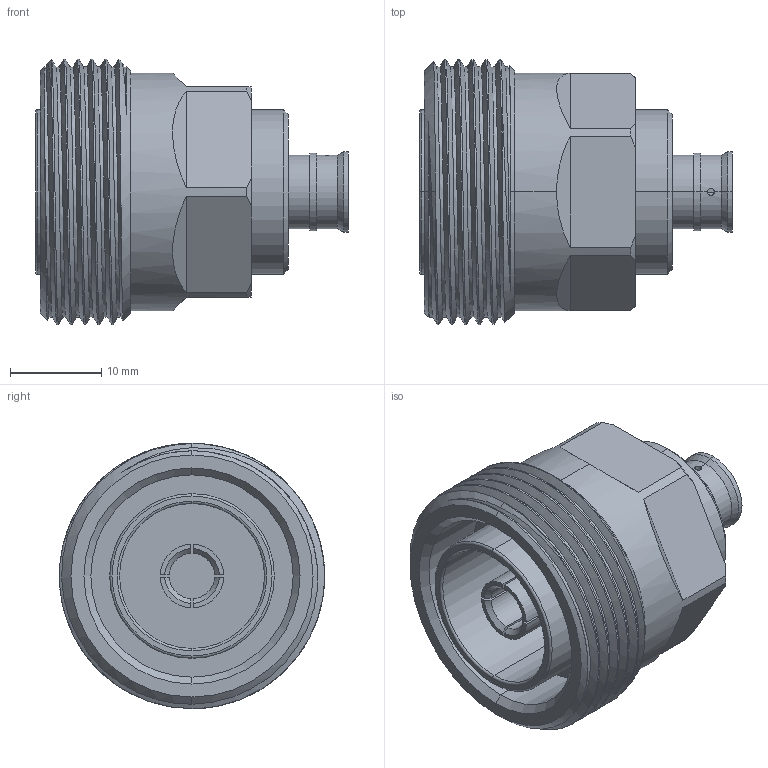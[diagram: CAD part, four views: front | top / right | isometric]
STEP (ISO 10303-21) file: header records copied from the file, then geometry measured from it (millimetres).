
FILE_DESCRIPTION (( 'STEP AP214' ), '1' );
FILE_NAME ('FMCN1702.step', '2021-01-28T21:29:37', ( '' ), ( '' ), 'SwSTEP 2.0', 'SolidWorks 2018', '' );
FILE_SCHEMA (( 'AUTOMOTIVE_DESIGN' ));
Length unit declared in the file: inch
Products named in the file (1): FMCN1702
Bounding box: 34.2 x 29 x 29 mm (x, y, z)
Volume: 10878.2 mm3; surface area: 5835.6 mm2
Topology: 1 solids, 1 shells, 107 faces, 263 edges, 169 vertices
Faces by surface type: cylinder 41, plane 35, cone 24, torus 4, bspline 3
Entity records: 5907 total; most frequent: CARTESIAN_POINT 3415, ORIENTED_EDGE 526, DIRECTION 496, EDGE_CURVE 263, AXIS2_PLACEMENT_3D 196, VERTEX_POINT 169, EDGE_LOOP 120, FACE_OUTER_BOUND 107
